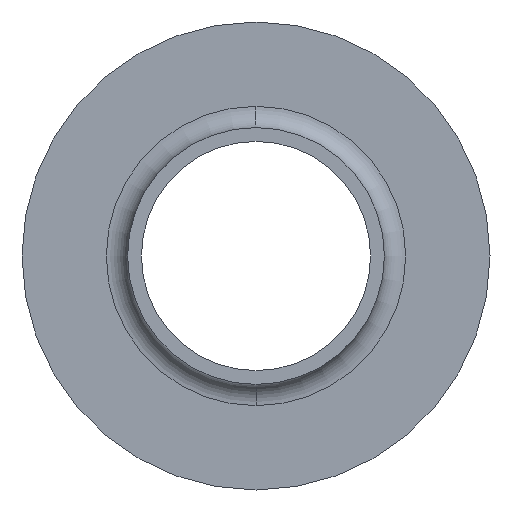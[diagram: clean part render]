
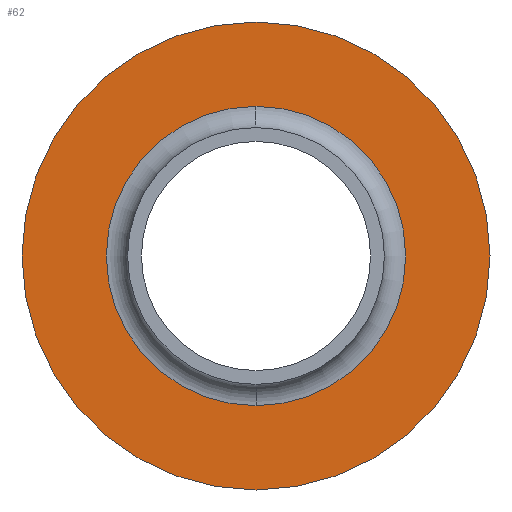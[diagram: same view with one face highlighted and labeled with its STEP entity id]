
A CAD part, front view. The second image highlights one B-rep face of the part: STEP entity #62.
In plain terms, the highlighted planar face has unit normal (0, -1, 0).
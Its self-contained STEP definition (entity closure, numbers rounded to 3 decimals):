
#62=ADVANCED_FACE('',(#120,#121),#122,.T.);
#120=FACE_OUTER_BOUND('',#170,.T.);
#121=FACE_BOUND('',#171,.T.);
#122=PLANE('',#172);
#170=EDGE_LOOP('',(#283,#284));
#171=EDGE_LOOP('',(#285,#286,#287));
#172=AXIS2_PLACEMENT_3D('',#288,#289,#290);
#283=ORIENTED_EDGE('',*,*,#317,.F.);
#284=ORIENTED_EDGE('',*,*,#322,.F.);
#285=ORIENTED_EDGE('',*,*,#297,.T.);
#286=ORIENTED_EDGE('',*,*,#335,.T.);
#287=ORIENTED_EDGE('',*,*,#298,.T.);
#288=CARTESIAN_POINT('',(-36.075,-3.5,0.0));
#289=DIRECTION('',(0.0,-1.0,0.0));
#290=DIRECTION('',(1.0,0.0,0.0));
#297=EDGE_CURVE('',#348,#346,#349,.T.);
#298=EDGE_CURVE('',#340,#348,#350,.T.);
#317=EDGE_CURVE('',#379,#382,#383,.T.);
#322=EDGE_CURVE('',#382,#379,#389,.T.);
#335=EDGE_CURVE('',#346,#340,#403,.T.);
#340=VERTEX_POINT('',#408);
#346=VERTEX_POINT('',#414);
#348=VERTEX_POINT('',#416);
#349=CIRCLE('',#417,28.15);
#350=CIRCLE('',#418,28.15);
#379=VERTEX_POINT('',#451);
#382=VERTEX_POINT('',#455);
#383=CIRCLE('',#456,44.0);
#389=CIRCLE('',#463,44.0);
#403=CIRCLE('',#477,28.15);
#408=CARTESIAN_POINT('',(0.,-3.5,-28.15));
#414=CARTESIAN_POINT('',(0.,-3.5,28.15));
#416=CARTESIAN_POINT('',(-28.15,-3.5,0.0));
#417=AXIS2_PLACEMENT_3D('',#492,#493,#494);
#418=AXIS2_PLACEMENT_3D('',#495,#496,#497);
#451=CARTESIAN_POINT('',(-44.0,-3.5,0.0));
#455=CARTESIAN_POINT('',(44.0,-3.5,0.));
#456=AXIS2_PLACEMENT_3D('',#530,#531,#532);
#463=AXIS2_PLACEMENT_3D('',#540,#541,#542);
#477=AXIS2_PLACEMENT_3D('',#561,#562,#563);
#492=CARTESIAN_POINT('',(0.0,-3.5,0.0));
#493=DIRECTION('',(0.0,1.0,0.0));
#494=DIRECTION('',(-1.0,0.0,0.0));
#495=CARTESIAN_POINT('',(0.0,-3.5,0.0));
#496=DIRECTION('',(0.0,1.0,0.0));
#497=DIRECTION('',(-1.0,0.0,0.0));
#530=CARTESIAN_POINT('',(0.0,-3.5,0.0));
#531=DIRECTION('',(0.0,1.0,0.0));
#532=DIRECTION('',(-1.0,0.0,0.0));
#540=CARTESIAN_POINT('',(0.0,-3.5,0.0));
#541=DIRECTION('',(0.0,1.0,0.0));
#542=DIRECTION('',(-1.0,0.0,0.0));
#561=CARTESIAN_POINT('',(0.0,-3.5,0.0));
#562=DIRECTION('',(0.0,1.0,0.0));
#563=DIRECTION('',(-1.0,0.0,0.0));
